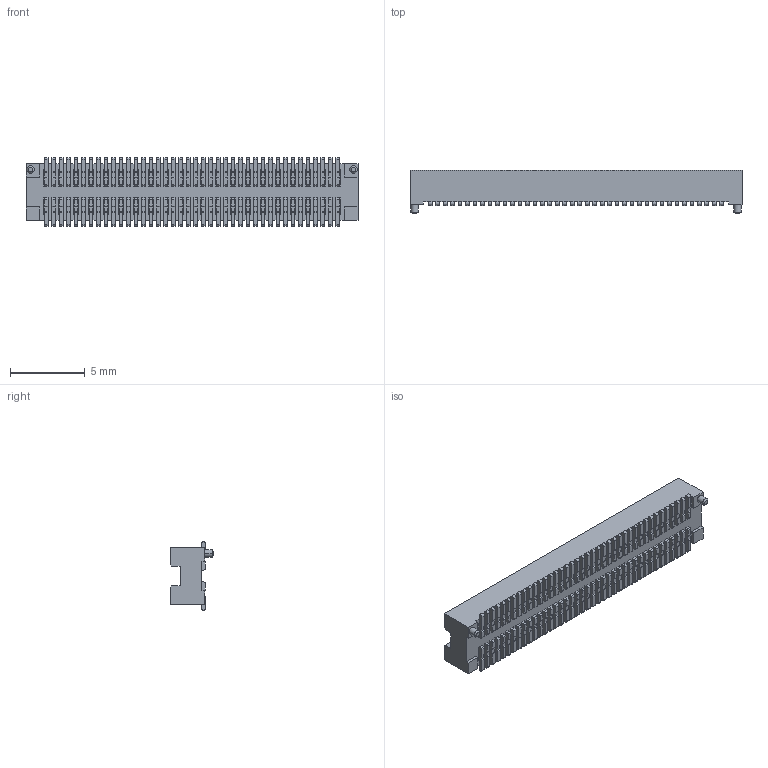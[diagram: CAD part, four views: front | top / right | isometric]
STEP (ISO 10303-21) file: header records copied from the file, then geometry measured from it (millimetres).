
FILE_DESCRIPTION((''),'2;1');
FILE_NAME('FBB05008-F40-H24','2022-04-26T',('工程三'),(''),'PRO/ENGINEER BY PARAMETRIC TECHNOLOGY CORPORATION, 2010280','PRO/ENGINEER BY PARAMETRIC TECHNOLOGY CORPORATION, 2010280','');
FILE_SCHEMA(('CONFIG_CONTROL_DESIGN'));
Products named in the file (1): FBB05008-F40-H24
Bounding box: 22.2 x 2.9 x 4.6 mm (x, y, z)
Volume: 104.7 mm3; surface area: 845.8 mm2
Topology: 1 solids, 1 shells, 2944 faces, 10484 edges, 6824 vertices
Faces by surface type: plane 2136, cylinder 804, cone 4
Entity records: 112730 total; most frequent: CARTESIAN_POINT 21212, ORIENTED_EDGE 20968, DIRECTION 17664, EDGE_CURVE 10484, VECTOR 8552, LINE 8552, VERTEX_POINT 6824, AXIS2_PLACEMENT_3D 4556
